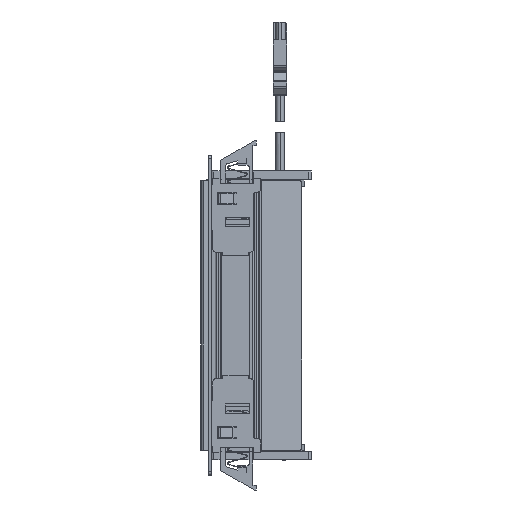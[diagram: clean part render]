
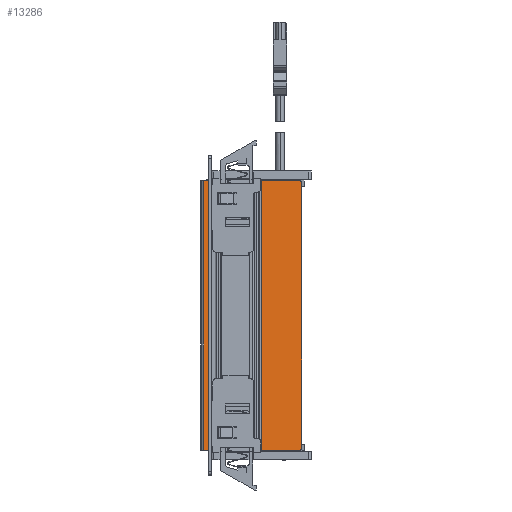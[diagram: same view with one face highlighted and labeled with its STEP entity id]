
A CAD part, left-side view. The second image highlights one B-rep face of the part: STEP entity #13286.
In plain terms, the highlighted planar face has unit normal (-0.987, -0.163, 0).
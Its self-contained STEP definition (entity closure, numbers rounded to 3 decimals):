
#12609=AXIS2_PLACEMENT_3D('Circle Axis2P3D',#12607,#12608,$) ;
#13257=AXIS2_PLACEMENT_3D('Plane Axis2P3D',#13254,#13255,#13256) ;
#13268=AXIS2_PLACEMENT_3D('Circle Axis2P3D',#13266,#13267,$) ;
#12607=CARTESIAN_POINT('Axis2P3D Location',(-25.931,-54.235,4.)) ;
#12611=CARTESIAN_POINT('Vertex',(-25.443,-57.195,4.)) ;
#12613=CARTESIAN_POINT('Vertex',(-25.931,-54.235,1.)) ;
#12735=CARTESIAN_POINT('Line Origine',(-33.345,-9.217,1.)) ;
#12739=CARTESIAN_POINT('Vertex',(-40.76,35.802,1.)) ;
#13002=CARTESIAN_POINT('Line Origine',(-40.76,35.802,174.)) ;
#13006=CARTESIAN_POINT('Vertex',(-40.76,35.802,257.)) ;
#13254=CARTESIAN_POINT('Axis2P3D Location',(-40.76,35.802,174.)) ;
#13259=CARTESIAN_POINT('Line Origine',(-25.443,-57.195,129.)) ;
#13263=CARTESIAN_POINT('Vertex',(-25.443,-57.195,254.)) ;
#13266=CARTESIAN_POINT('Axis2P3D Location',(-25.931,-54.235,254.)) ;
#13270=CARTESIAN_POINT('Vertex',(-25.931,-54.235,257.)) ;
#13273=CARTESIAN_POINT('Line Origine',(-33.345,-9.217,257.)) ;
#12608=DIRECTION('Axis2P3D Direction',(0.987,0.163,0.)) ;
#12736=DIRECTION('Vector Direction',(0.163,-0.987,0.)) ;
#13003=DIRECTION('Vector Direction',(0.,0.,-1.)) ;
#13255=DIRECTION('Axis2P3D Direction',(0.987,0.163,0.)) ;
#13256=DIRECTION('Axis2P3D XDirection',(0.163,-0.987,0.)) ;
#13260=DIRECTION('Vector Direction',(0.,0.,-1.)) ;
#13267=DIRECTION('Axis2P3D Direction',(0.987,0.163,0.)) ;
#13274=DIRECTION('Vector Direction',(0.163,-0.987,0.)) ;
#12737=VECTOR('Line Direction',#12736,1.) ;
#13004=VECTOR('Line Direction',#13003,1.) ;
#13261=VECTOR('Line Direction',#13260,1.) ;
#13275=VECTOR('Line Direction',#13274,1.) ;
#13279=ORIENTED_EDGE('',*,*,#13008,.T.) ;
#13280=ORIENTED_EDGE('',*,*,#12741,.F.) ;
#13281=ORIENTED_EDGE('',*,*,#12615,.F.) ;
#13282=ORIENTED_EDGE('',*,*,#13265,.F.) ;
#13283=ORIENTED_EDGE('',*,*,#13272,.F.) ;
#13284=ORIENTED_EDGE('',*,*,#13277,.T.) ;
#13286=ADVANCED_FACE('FLIP-UP_8_MODULES_OPEN.1\\COUVERCLE 8M.1\\Corps principal',(#13285),#13258,.F.) ;
#12610=CIRCLE('generated circle',#12609,3.) ;
#13269=CIRCLE('generated circle',#13268,3.) ;
#12615=EDGE_CURVE('',#12612,#12614,#12610,.T.) ;
#12741=EDGE_CURVE('',#12614,#12740,#12738,.F.) ;
#13008=EDGE_CURVE('',#13007,#12740,#13005,.T.) ;
#13265=EDGE_CURVE('',#13264,#12612,#13262,.T.) ;
#13272=EDGE_CURVE('',#13271,#13264,#13269,.T.) ;
#13277=EDGE_CURVE('',#13271,#13007,#13276,.F.) ;
#13278=EDGE_LOOP('',(#13279,#13280,#13281,#13282,#13283,#13284)) ;
#13285=FACE_OUTER_BOUND('',#13278,.T.) ;
#12738=LINE('Line',#12735,#12737) ;
#13005=LINE('Line',#13002,#13004) ;
#13262=LINE('Line',#13259,#13261) ;
#13276=LINE('Line',#13273,#13275) ;
#13258=PLANE('',#13257) ;
#12612=VERTEX_POINT('',#12611) ;
#12614=VERTEX_POINT('',#12613) ;
#12740=VERTEX_POINT('',#12739) ;
#13007=VERTEX_POINT('',#13006) ;
#13264=VERTEX_POINT('',#13263) ;
#13271=VERTEX_POINT('',#13270) ;
